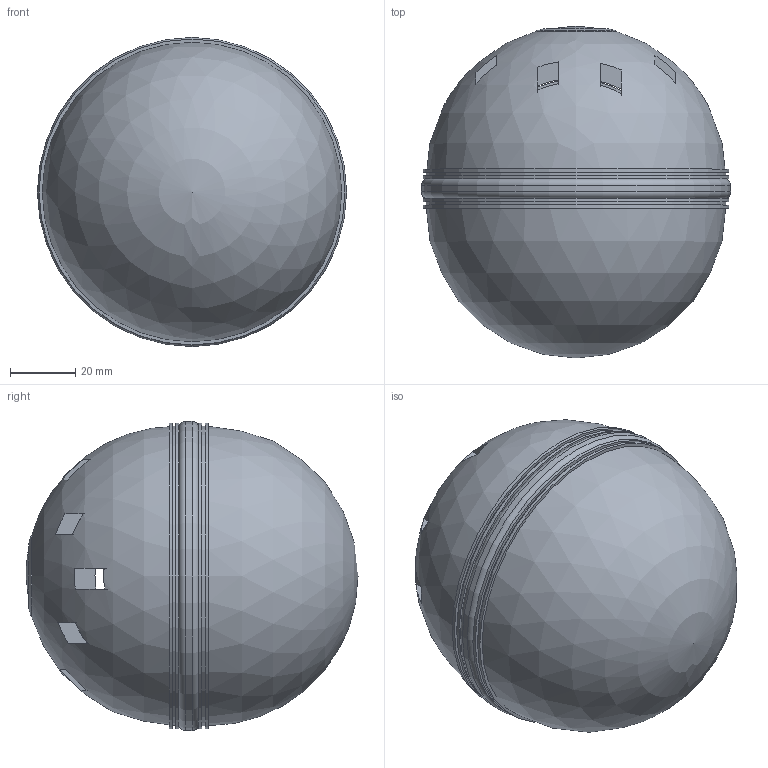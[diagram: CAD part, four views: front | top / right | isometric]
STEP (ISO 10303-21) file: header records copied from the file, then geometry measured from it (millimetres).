
FILE_DESCRIPTION(/* description */ (''),/* implementation_level */ '2;1');
FILE_NAME(/* name */ 'ledchaser.step',/* time_stamp */ '2025-11-23T21:19:50-05:00',/* author */ (''),/* organization */ (''),/* preprocessor_version */ 'ST-DEVELOPER v20.1',/* originating_system */ 'Autodesk Translation Framework v14.21.0.0',/* authorisation */ '');
FILE_SCHEMA (('AUTOMOTIVE_DESIGN { 1 0 10303 214 3 1 1 }'));
Length unit declared in the file: millimetre
Products named in the file (1): 2025-11-23-13-00-30-691
Bounding box: 94.57 x 101.57 x 94.57 mm (x, y, z)
Volume: 137699.3 mm3; surface area: 87393.1 mm2
Topology: 9 solids, 9 shells, 81 faces, 192 edges, 128 vertices
Faces by surface type: plane 57, cylinder 14, sphere 6, torus 2, bspline 2
Full cylindrical faces by diameter (mm): 83.567 x7, 91.567 x2, 93.567 x4, 94.567 x1
Entity records: 2715 total; most frequent: CARTESIAN_POINT 620, DIRECTION 464, ORIENTED_EDGE 376, AXIS2_PLACEMENT_3D 204, EDGE_CURVE 188, VERTEX_POINT 128, CIRCLE 124, EDGE_LOOP 116
